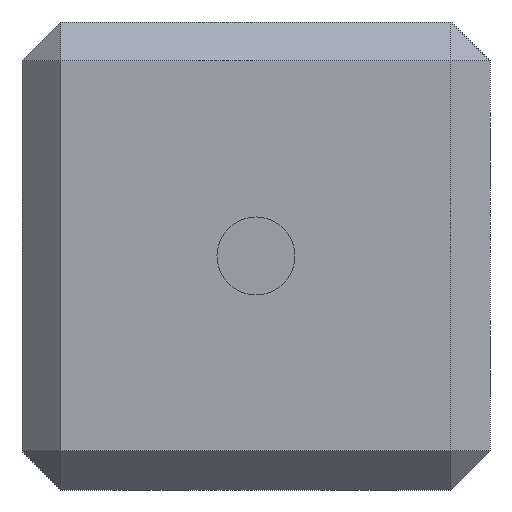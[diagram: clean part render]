
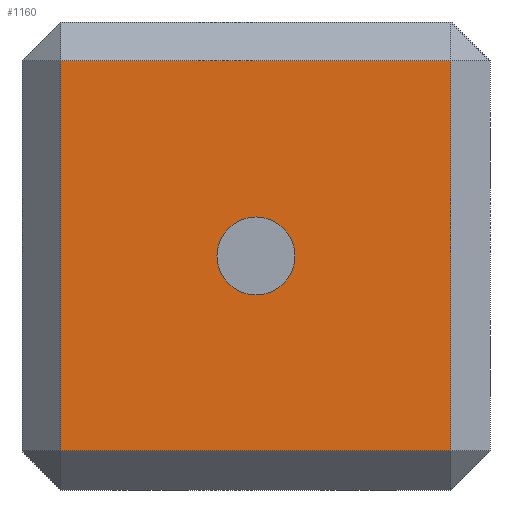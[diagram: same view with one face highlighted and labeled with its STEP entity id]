
A CAD part, front view. The second image highlights one B-rep face of the part: STEP entity #1160.
In plain terms, the highlighted planar face has unit normal (0, -1, 0).
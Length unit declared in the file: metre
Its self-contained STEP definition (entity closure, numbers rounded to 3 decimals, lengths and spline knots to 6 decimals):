
#49=CIRCLE('',#1284,0.0015);
#107=ORIENTED_EDGE('',*,*,#395,.T.);
#108=ORIENTED_EDGE('',*,*,#396,.T.);
#109=ORIENTED_EDGE('',*,*,#397,.T.);
#110=ORIENTED_EDGE('',*,*,#398,.T.);
#111=ORIENTED_EDGE('',*,*,#399,.F.);
#395=EDGE_CURVE('',#539,#540,#623,.T.);
#396=EDGE_CURVE('',#540,#541,#624,.T.);
#397=EDGE_CURVE('',#541,#542,#625,.T.);
#398=EDGE_CURVE('',#542,#539,#626,.T.);
#399=EDGE_CURVE('',#543,#543,#49,.T.);
#539=VERTEX_POINT('',#1844);
#540=VERTEX_POINT('',#1845);
#541=VERTEX_POINT('',#1847);
#542=VERTEX_POINT('',#1849);
#543=VERTEX_POINT('',#1852);
#623=LINE('',#1843,#725);
#624=LINE('',#1846,#726);
#625=LINE('',#1848,#727);
#626=LINE('',#1850,#728);
#725=VECTOR('',#1457,1.);
#726=VECTOR('',#1458,1.);
#727=VECTOR('',#1459,1.);
#728=VECTOR('',#1460,1.);
#829=EDGE_LOOP('',(#107,#108,#109,#110));
#830=EDGE_LOOP('',(#111));
#965=FACE_BOUND('',#829,.T.);
#966=FACE_BOUND('',#830,.T.);
#1087=PLANE('',#1283);
#1160=ADVANCED_FACE('',(#965,#966),#1087,.T.);
#1283=AXIS2_PLACEMENT_3D('',#1842,#1455,#1456);
#1284=AXIS2_PLACEMENT_3D('',#1851,#1461,#1462);
#1455=DIRECTION('',(0.,-1.,0.));
#1456=DIRECTION('',(1.,0.,0.));
#1457=DIRECTION('',(-1.,0.,0.));
#1458=DIRECTION('',(0.,0.,-1.));
#1459=DIRECTION('',(1.,0.,0.));
#1460=DIRECTION('',(0.,0.,1.));
#1461=DIRECTION('',(0.,-1.,0.));
#1462=DIRECTION('',(0.,0.,-1.));
#1842=CARTESIAN_POINT('',(0.,-0.009,0.));
#1843=CARTESIAN_POINT('',(-0.009,-0.009,0.0075));
#1844=CARTESIAN_POINT('',(0.0075,-0.009,0.0075));
#1845=CARTESIAN_POINT('',(-0.0075,-0.009,0.0075));
#1846=CARTESIAN_POINT('',(-0.0075,-0.009,0.));
#1847=CARTESIAN_POINT('',(-0.0075,-0.009,-0.0075));
#1848=CARTESIAN_POINT('',(0.,-0.009,-0.0075));
#1849=CARTESIAN_POINT('',(0.0075,-0.009,-0.0075));
#1850=CARTESIAN_POINT('',(0.0075,-0.009,0.009));
#1851=CARTESIAN_POINT('',(0.,-0.009,0.));
#1852=CARTESIAN_POINT('',(0.,-0.009,-0.0015));
